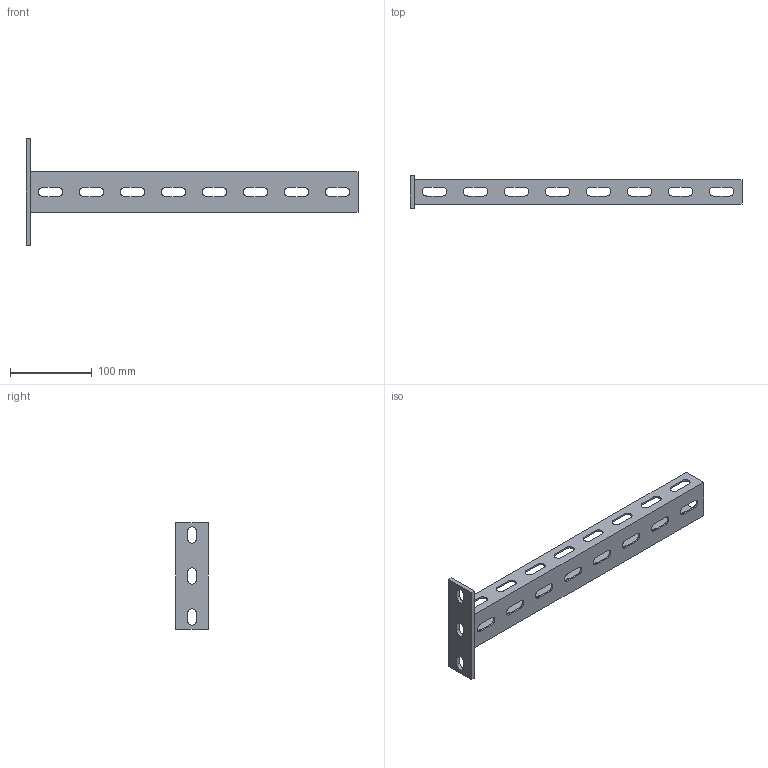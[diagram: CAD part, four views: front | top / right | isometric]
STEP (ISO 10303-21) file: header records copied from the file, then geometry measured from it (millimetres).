
FILE_DESCRIPTION (( 'STEP AP214' ), '1' );
FILE_NAME ('6342355.stp', '2022-03-09T13:18:48', ( '' ), ( '' ), 'SwSTEP 2.0', 'SolidWorks 2020', '' );
FILE_SCHEMA (( 'AUTOMOTIVE_DESIGN' ));
Length unit declared in the file: millimetre
Products named in the file (3): KTS 01.026-001_US 3 (L=0400); KTS 02.020-052_Kopfplatte 40x5x130; 6342355
Assembly tree (2 placements, depth 2):
  6342355
    KTS 01.026-001_US 3 (L=0400)
    KTS 02.020-052_Kopfplatte 40x5x130
Bounding box: 405 x 40 x 130 mm (x, y, z)
Volume: 93295.9 mm3; surface area: 87437.3 mm2
Topology: 2 solids, 2 shells, 132 faces, 384 edges, 256 vertices
Faces by surface type: plane 78, cylinder 54
Entity records: 4594 total; most frequent: CARTESIAN_POINT 777, ORIENTED_EDGE 768, DIRECTION 766, EDGE_CURVE 384, LINE 276, VECTOR 276, VERTEX_POINT 256, AXIS2_PLACEMENT_3D 245
